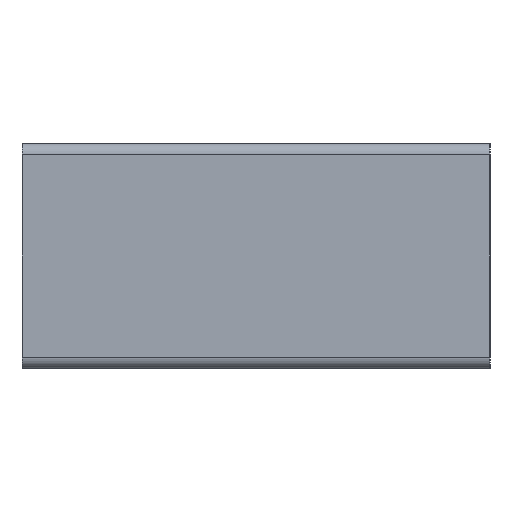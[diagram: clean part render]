
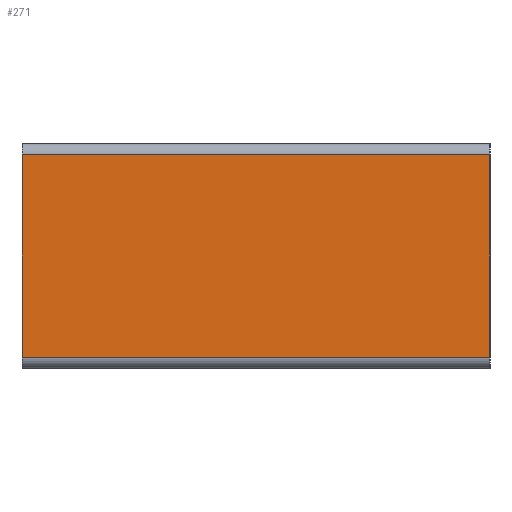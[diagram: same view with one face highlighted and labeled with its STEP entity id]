
A CAD part, left-side view. The second image highlights one B-rep face of the part: STEP entity #271.
In plain terms, the highlighted planar face has unit normal (-1, 0, 0).
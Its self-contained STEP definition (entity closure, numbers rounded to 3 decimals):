
#63 = VERTEX_POINT('',#64);
#64 = CARTESIAN_POINT('',(-1.,0.625,0.03));
#71 = EDGE_CURVE('',#63,#72,#74,.T.);
#72 = VERTEX_POINT('',#73);
#73 = CARTESIAN_POINT('',(-1.,0.625,0.57));
#74 = LINE('',#75,#76);
#75 = CARTESIAN_POINT('',(-1.,0.625,0.));
#76 = VECTOR('',#77,1.);
#77 = DIRECTION('',(0.,0.,1.));
#152 = EDGE_CURVE('',#63,#153,#155,.T.);
#153 = VERTEX_POINT('',#154);
#154 = CARTESIAN_POINT('',(-1.,-0.625,0.03));
#155 = LINE('',#156,#157);
#156 = CARTESIAN_POINT('',(-1.,0.625,0.03));
#157 = VECTOR('',#158,1.);
#158 = DIRECTION('',(0.,-1.,0.));
#202 = EDGE_CURVE('',#153,#203,#205,.T.);
#203 = VERTEX_POINT('',#204);
#204 = CARTESIAN_POINT('',(-1.,-0.625,0.57));
#205 = LINE('',#206,#207);
#206 = CARTESIAN_POINT('',(-1.,-0.625,0.));
#207 = VECTOR('',#208,1.);
#208 = DIRECTION('',(0.,0.,1.));
#271 = ADVANCED_FACE('',(#272),#283,.T.);
#272 = FACE_BOUND('',#273,.T.);
#273 = EDGE_LOOP('',(#274,#275,#276,#277));
#274 = ORIENTED_EDGE('',*,*,#71,.F.);
#275 = ORIENTED_EDGE('',*,*,#152,.T.);
#276 = ORIENTED_EDGE('',*,*,#202,.T.);
#277 = ORIENTED_EDGE('',*,*,#278,.F.);
#278 = EDGE_CURVE('',#72,#203,#279,.T.);
#279 = LINE('',#280,#281);
#280 = CARTESIAN_POINT('',(-1.,0.625,0.57));
#281 = VECTOR('',#282,1.);
#282 = DIRECTION('',(0.,-1.,0.));
#283 = PLANE('',#284);
#284 = AXIS2_PLACEMENT_3D('',#285,#286,#287);
#285 = CARTESIAN_POINT('',(-1.,0.625,0.));
#286 = DIRECTION('',(-1.,0.,0.));
#287 = DIRECTION('',(0.,0.,1.));
